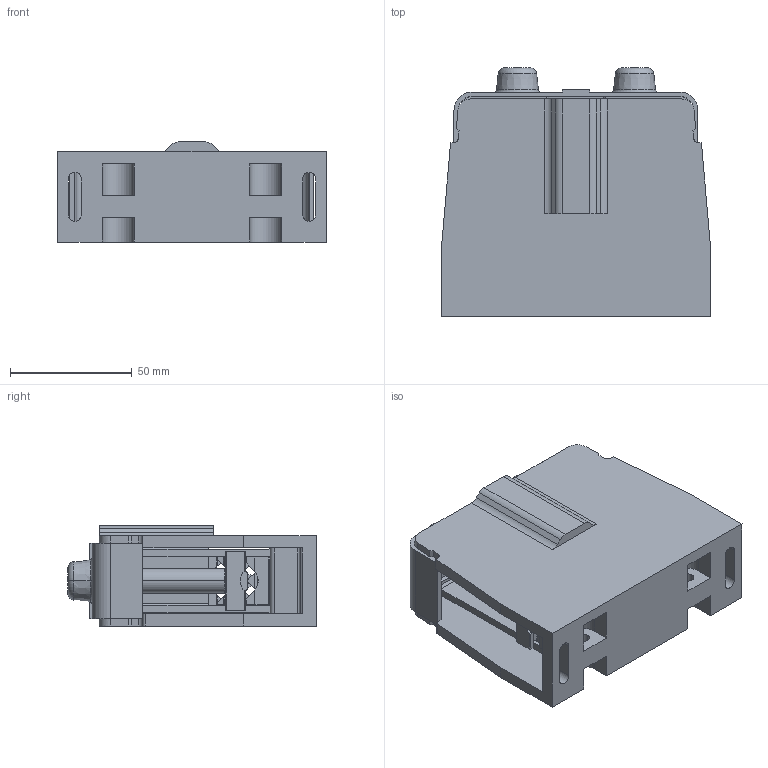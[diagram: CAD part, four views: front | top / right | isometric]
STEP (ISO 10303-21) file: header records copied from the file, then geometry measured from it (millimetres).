
FILE_DESCRIPTION((''),'2;1');
FILE_NAME('95F_ASM','2024-03-09T',('dell'),(''),'PRO/ENGINEER BY PARAMETRIC TECHNOLOGY CORPORATION, 2013230','PRO/ENGINEER BY PARAMETRIC TECHNOLOGY CORPORATION, 2013230','');
FILE_SCHEMA(('AUTOMOTIVE_DESIGN { 1 0 10303 214 1 1 1 1 }'));
Length unit declared in the file: millimetre
Products named in the file (1): 95F_ASM
Bounding box: 110 x 101.8 x 41 mm (x, y, z)
Volume: 207064.7 mm3; surface area: 91223.2 mm2
Topology: 1 solids, 1 shells, 870 faces, 2634 edges, 1728 vertices
Faces by surface type: plane 510, cylinder 332, torus 16, cone 12
Entity records: 30342 total; most frequent: CARTESIAN_POINT 7264, ORIENTED_EDGE 5268, DIRECTION 4164, EDGE_CURVE 2634, VECTOR 1794, LINE 1794, VERTEX_POINT 1728, AXIS2_PLACEMENT_3D 1185
